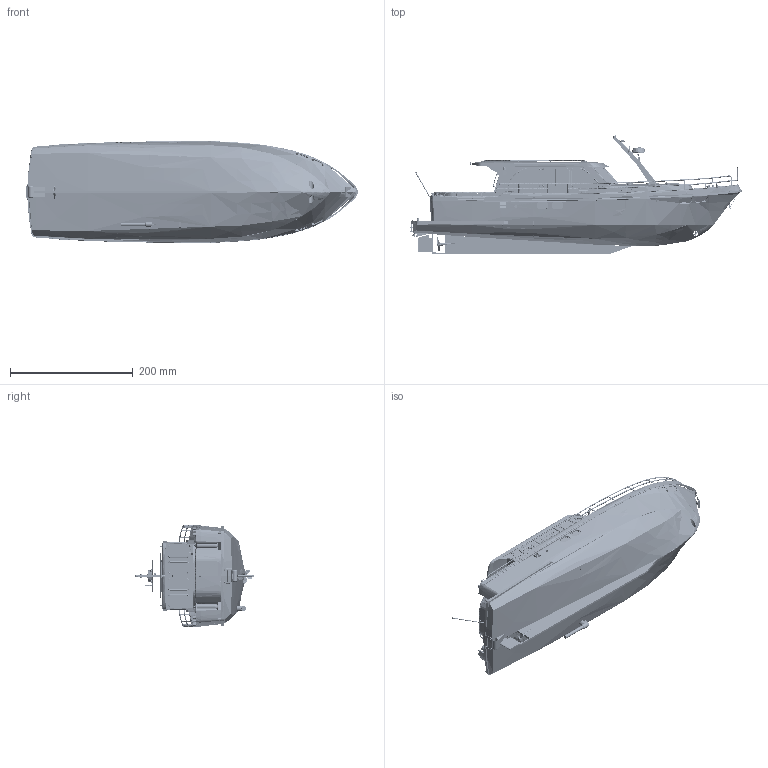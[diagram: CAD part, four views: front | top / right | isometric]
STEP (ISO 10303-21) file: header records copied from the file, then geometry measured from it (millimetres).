
FILE_DESCRIPTION(('FreeCAD Model'),'2;1');
FILE_NAME('Open CASCADE Shape Model','2025-05-03T11:31:20',('FreeCAD'),( 'FreeCAD'),'Open CASCADE STEP processor 7.6','FreeCAD','Unknown');
FILE_SCHEMA(('AUTOMOTIVE_DESIGN { 1 0 10303 214 1 1 1 1 }'));
Products named in the file (1): Open CASCADE STEP translator 7.6 1
Bounding box: 541.87 x 201.56 x 166.08 mm (x, y, z)
Volume: 782409.7 mm3; surface area: 1024496 mm2
Topology: 349 solids, 433 shells, 10701 faces, 26551 edges, 16581 vertices
Faces by surface type: plane 4525, bspline 3273, cylinder 1831, torus 459, cone 245, sphere 207, extrusion 122, revolution 39
Full cylindrical faces by diameter (mm): 0.1 x1, 0.151 x4, 0.2 x1, 0.3 x5, 0.4 x4, 0.5 x47, 0.6 x3, 0.7 x2, 0.75 x3, 0.8 x9, 1 x69, 1.2 x4, 1.5 x38, 1.6 x9, 1.649 x2, 1.75 x1, 1.757 x2, 1.8 x44, 1.9 x5, 1.947 x2, 2 x8, 2.5 x4, 3 x4, 3.5 x8, 3.6 x2, 4 x14, 4.2 x1, 5 x7, 5.541 x2, 5.7 x1
Entity records: 536209 total; most frequent: CARTESIAN_POINT 312488, ORIENTED_EDGE 52027, DIRECTION 36375, EDGE_CURVE 26148, VERTEX_POINT 16581, AXIS2_PLACEMENT_3D 12115, VECTOR 12106, LINE 11984
